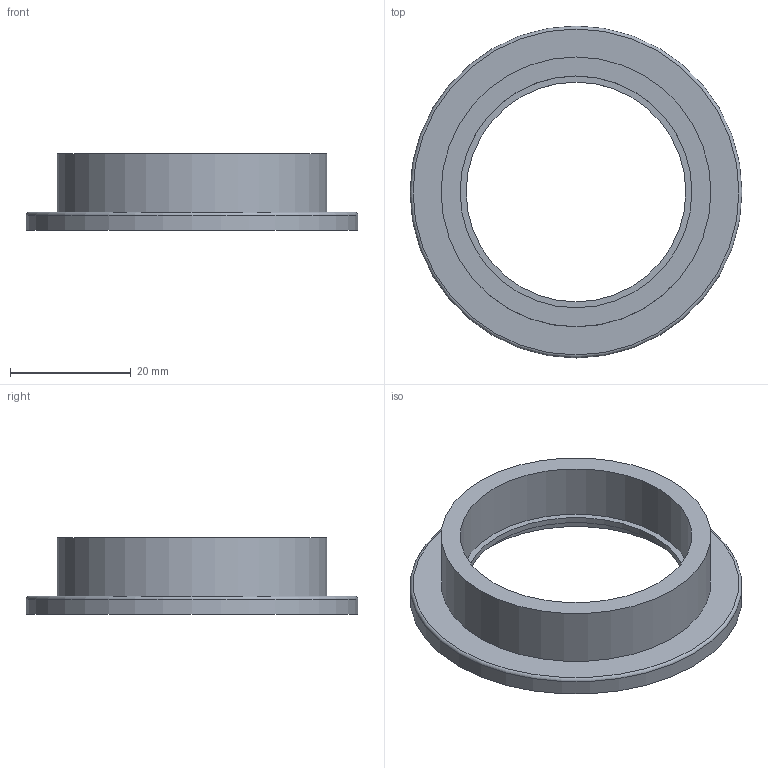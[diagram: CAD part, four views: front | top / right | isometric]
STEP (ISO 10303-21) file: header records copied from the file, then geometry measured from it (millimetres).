
FILE_DESCRIPTION(('FreeCAD Model'),'2;1');
FILE_NAME('FS-KF40.step','2016-02-23T13:10:59', ('Author'),(''),'Open CASCADE STEP processor 6.8','FreeCAD','Unknown' );
FILE_SCHEMA(('AUTOMOTIVE_DESIGN_CC2 { 1 2 10303 214 -1 1 5 4 }'));
Length unit declared in the file: millimetre
Products named in the file (1): FS-KF40
Bounding box: 55 x 55 x 12.7 mm (x, y, z)
Volume: 7312.2 mm3; surface area: 6061.6 mm2
Topology: 1 solids, 1 shells, 11 faces, 18 edges, 12 vertices
Faces by surface type: cylinder 5, plane 5, torus 1
Full cylindrical faces by diameter (mm): 36.4 x1, 38.4 x1, 41.2 x1, 44.7 x1, 55 x1
Entity records: 823 total; most frequent: CARTESIAN_POINT 431, DIRECTION 66, ORIENTED_EDGE 36, PCURVE 36, DEFINITIONAL_REPRESENTATION 36, AXIS2_PLACEMENT_3D 24, B_SPLINE_CURVE_WITH_KNOTS 19, EDGE_CURVE 18
